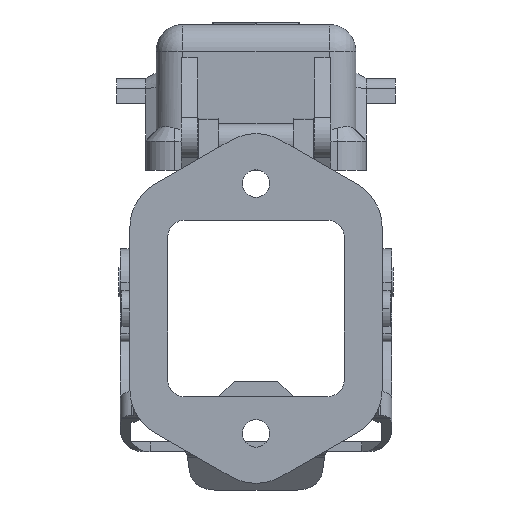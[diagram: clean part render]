
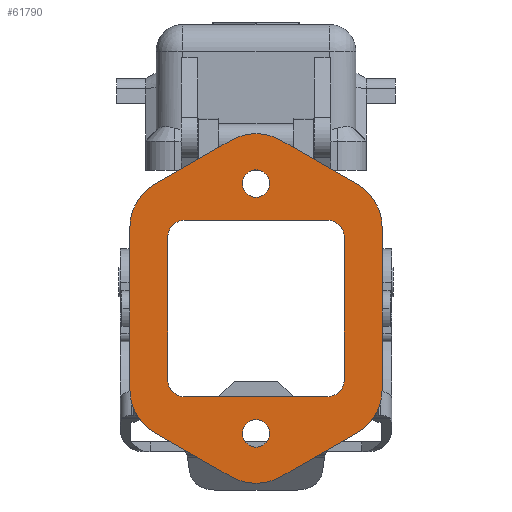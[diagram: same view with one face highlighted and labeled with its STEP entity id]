
A CAD part, front view. The second image highlights one B-rep face of the part: STEP entity #61790.
In plain terms, the highlighted face is planar.
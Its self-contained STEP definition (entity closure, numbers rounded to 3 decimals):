
#11950=CARTESIAN_POINT('',(65.873,31.938,-1.8));
#11960=VERTEX_POINT('',#11950);
#11990=CARTESIAN_POINT('',(59.873,31.938,-1.8));
#12000=DIRECTION('',(0.,0.,1.));
#12010=DIRECTION('',(1.,0.,0.));
#12020=AXIS2_PLACEMENT_3D('',#11990,#12000,#12010);
#12030=CIRCLE('',#12020,6.);
#12040=CARTESIAN_POINT('',(62.873,26.742,-1.8));
#12050=VERTEX_POINT('',#12040);
#12060=EDGE_CURVE('',#12050,#11960,#12030,.T.);
#12370=CARTESIAN_POINT('',(62.873,56.569,-1.8));
#12380=VERTEX_POINT('',#12370);
#12410=CARTESIAN_POINT('',(59.873,51.373,-1.8));
#12420=DIRECTION('',(0.,0.,1.));
#12430=DIRECTION('',(1.,0.,0.));
#12440=AXIS2_PLACEMENT_3D('',#12410,#12420,#12430);
#12450=CIRCLE('',#12440,6.);
#12460=CARTESIAN_POINT('',(65.873,51.373,-1.8));
#12470=VERTEX_POINT('',#12460);
#12480=EDGE_CURVE('',#12470,#12380,#12450,.T.);
#12640=CARTESIAN_POINT('',(41.573,31.938,-1.8));
#12650=DIRECTION('',(0.,0.,-1.));
#12660=DIRECTION('',(-1.,0.,0.));
#12670=AXIS2_PLACEMENT_3D('',#12640,#12650,#12660);
#12680=CIRCLE('',#12670,6.);
#12690=CARTESIAN_POINT('',(38.573,26.742,-1.8));
#12700=VERTEX_POINT('',#12690);
#12710=CARTESIAN_POINT('',(35.573,31.938,-1.8));
#12720=VERTEX_POINT('',#12710);
#12730=EDGE_CURVE('',#12700,#12720,#12680,.T.);
#13100=CARTESIAN_POINT('',(35.573,51.373,-1.8));
#13110=VERTEX_POINT('',#13100);
#13230=CARTESIAN_POINT('',(35.573,49.553,-1.8));
#13240=DIRECTION('',(0.,-1.,0.));
#13250=VECTOR('',#13240,1.);
#13260=LINE('',#13230,#13250);
#13270=EDGE_CURVE('',#13110,#12720,#13260,.T.);
#13540=CARTESIAN_POINT('',(49.073,56.655,-1.8));
#13550=VERTEX_POINT('',#13540);
#13580=CARTESIAN_POINT('',(50.723,56.655,-1.8));
#13590=DIRECTION('',(0.,0.,1.));
#13600=DIRECTION('',(0.,1.,0.));
#13610=AXIS2_PLACEMENT_3D('',#13580,#13590,#13600);
#13620=CIRCLE('',#13610,1.65);
#13630=CARTESIAN_POINT('',(52.373,56.655,-1.8));
#13640=VERTEX_POINT('',#13630);
#13650=EDGE_CURVE('',#13550,#13640,#13620,.T.);
#18580=CARTESIAN_POINT('',(40.131,50.248,-1.8));
#18590=VERTEX_POINT('',#18580);
#18620=CARTESIAN_POINT('',(40.131,2.841,-1.8));
#18630=DIRECTION('',(0.,-1.,0.));
#18640=VECTOR('',#18630,1.);
#18650=LINE('',#18620,#18640);
#18660=CARTESIAN_POINT('',(40.131,33.063,-1.8));
#18670=VERTEX_POINT('',#18660);
#18680=EDGE_CURVE('',#18590,#18670,#18650,.T.);
#19220=CARTESIAN_POINT('',(42.131,31.063,-1.8));
#19230=VERTEX_POINT('',#19220);
#19260=CARTESIAN_POINT('',(29.938,31.063,-1.8));
#19270=DIRECTION('',(1.,0.,0.));
#19280=VECTOR('',#19270,1.);
#19290=LINE('',#19260,#19280);
#19300=CARTESIAN_POINT('',(59.316,31.063,-1.8));
#19310=VERTEX_POINT('',#19300);
#19320=EDGE_CURVE('',#19230,#19310,#19290,.T.);
#19980=CARTESIAN_POINT('',(61.316,2.841,-1.8));
#19990=DIRECTION('',(0.,1.,0.));
#20000=VECTOR('',#19990,1.);
#20010=LINE('',#19980,#20000);
#20020=CARTESIAN_POINT('',(61.316,33.063,-1.8));
#20030=VERTEX_POINT('',#20020);
#20040=CARTESIAN_POINT('',(61.316,50.248,-1.8));
#20050=VERTEX_POINT('',#20040);
#20060=EDGE_CURVE('',#20030,#20050,#20010,.T.);
#21040=CARTESIAN_POINT('',(59.316,52.248,-1.8));
#21050=VERTEX_POINT('',#21040);
#21080=CARTESIAN_POINT('',(29.938,52.248,-1.8));
#21090=DIRECTION('',(-1.,0.,0.));
#21100=VECTOR('',#21090,1.);
#21110=LINE('',#21080,#21100);
#21120=CARTESIAN_POINT('',(42.131,52.248,-1.8));
#21130=VERTEX_POINT('',#21120);
#21140=EDGE_CURVE('',#21050,#21130,#21110,.T.);
#30530=CARTESIAN_POINT('',(42.131,33.063,-1.8));
#30540=DIRECTION('',(0.,0.,1.));
#30550=DIRECTION('',(0.707,0.707,0.));
#30560=AXIS2_PLACEMENT_3D('',#30530,#30540,#30550);
#30570=ELLIPSE('',#30560,2.,2.);
#30580=EDGE_CURVE('',#18670,#19230,#30570,.T.);
#30780=CARTESIAN_POINT('',(42.131,50.248,-1.8));
#30790=DIRECTION('',(0.,0.,1.));
#30800=DIRECTION('',(0.707,-0.707,0.));
#30810=AXIS2_PLACEMENT_3D('',#30780,#30790,#30800);
#30820=ELLIPSE('',#30810,2.,2.);
#30830=EDGE_CURVE('',#21130,#18590,#30820,.T.);
#31050=CARTESIAN_POINT('',(59.316,33.063,-1.8));
#31060=DIRECTION('',(0.,0.,1.));
#31070=DIRECTION('',(0.707,-0.707,0.));
#31080=AXIS2_PLACEMENT_3D('',#31050,#31060,#31070);
#31090=ELLIPSE('',#31080,2.,2.);
#31100=EDGE_CURVE('',#19310,#20030,#31090,.T.);
#31300=CARTESIAN_POINT('',(59.316,50.248,-1.8));
#31310=DIRECTION('',(0.,0.,1.));
#31320=DIRECTION('',(0.707,0.707,0.));
#31330=AXIS2_PLACEMENT_3D('',#31300,#31310,#31320);
#31340=ELLIPSE('',#31330,2.,2.);
#31350=EDGE_CURVE('',#20050,#21050,#31340,.T.);
#60690=CARTESIAN_POINT('',(29.938,2.841,-1.8));
#60700=DIRECTION('',(0.,0.,1.));
#60710=DIRECTION('',(1.,0.,0.));
#60720=AXIS2_PLACEMENT_3D('',#60690,#60700,#60710);
#60730=PLANE('',#60720);
#60740=ORIENTED_EDGE('',*,*,#30580,.T.);
#60750=ORIENTED_EDGE('',*,*,#18680,.T.);
#60760=ORIENTED_EDGE('',*,*,#30830,.T.);
#60770=ORIENTED_EDGE('',*,*,#21140,.T.);
#60780=ORIENTED_EDGE('',*,*,#31350,.T.);
#60790=ORIENTED_EDGE('',*,*,#20060,.T.);
#60800=ORIENTED_EDGE('',*,*,#31100,.T.);
#60810=ORIENTED_EDGE('',*,*,#19320,.T.);
#60820=EDGE_LOOP('',(#60810,#60800,#60790,#60780,#60770,#60760,#60750,
#60740));
#60830=FACE_BOUND('',#60820,.T.);
#60840=ORIENTED_EDGE('',*,*,#13650,.T.);
#60850=CARTESIAN_POINT('',(50.723,58.305,-1.8));
#60860=VERTEX_POINT('',#60850);
#60870=EDGE_CURVE('',#60860,#13550,#13620,.T.);
#60880=ORIENTED_EDGE('',*,*,#60870,.T.);
#60890=EDGE_CURVE('',#13640,#60860,#13620,.T.);
#60900=ORIENTED_EDGE('',*,*,#60890,.T.);
#60910=EDGE_LOOP('',(#60900,#60880,#60840));
#60920=FACE_BOUND('',#60910,.T.);
#60930=CARTESIAN_POINT('',(50.723,26.655,-1.8));
#60940=DIRECTION('',(0.,0.,1.));
#60950=DIRECTION('',(0.,1.,0.));
#60960=AXIS2_PLACEMENT_3D('',#60930,#60940,#60950);
#60970=CIRCLE('',#60960,1.65);
#60980=CARTESIAN_POINT('',(49.073,26.655,-1.8));
#60990=VERTEX_POINT('',#60980);
#61000=CARTESIAN_POINT('',(52.373,26.655,-1.8));
#61010=VERTEX_POINT('',#61000);
#61020=EDGE_CURVE('',#60990,#61010,#60970,.T.);
#61030=ORIENTED_EDGE('',*,*,#61020,.T.);
#61040=CARTESIAN_POINT('',(50.723,28.305,-1.8));
#61050=VERTEX_POINT('',#61040);
#61060=EDGE_CURVE('',#61050,#60990,#60970,.T.);
#61070=ORIENTED_EDGE('',*,*,#61060,.T.);
#61080=EDGE_CURVE('',#61010,#61050,#60970,.T.);
#61090=ORIENTED_EDGE('',*,*,#61080,.T.);
#61100=EDGE_LOOP('',(#61090,#61070,#61030));
#61110=FACE_BOUND('',#61100,.T.);
#61120=ORIENTED_EDGE('',*,*,#12730,.T.);
#61130=CARTESIAN_POINT('',(47.723,21.459,-1.8));
#61140=DIRECTION('',(-0.866,0.5,0.));
#61150=VECTOR('',#61140,1.);
#61160=LINE('',#61130,#61150);
#61170=CARTESIAN_POINT('',(47.723,21.459,-1.8));
#61180=VERTEX_POINT('',#61170);
#61190=EDGE_CURVE('',#61180,#12700,#61160,.T.);
#61200=ORIENTED_EDGE('',*,*,#61190,.T.);
#61210=CARTESIAN_POINT('',(50.723,26.655,-1.8));
#61220=DIRECTION('',(0.,0.,1.));
#61230=DIRECTION('',(-1.,0.,0.));
#61240=AXIS2_PLACEMENT_3D('',#61210,#61220,#61230);
#61250=CIRCLE('',#61240,6.);
#61260=CARTESIAN_POINT('',(53.723,21.459,-1.8));
#61270=VERTEX_POINT('',#61260);
#61280=EDGE_CURVE('',#61180,#61270,#61250,.T.);
#61290=ORIENTED_EDGE('',*,*,#61280,.F.);
#61300=CARTESIAN_POINT('',(53.723,21.459,-1.8));
#61310=DIRECTION('',(0.866,0.5,0.));
#61320=VECTOR('',#61310,1.);
#61330=LINE('',#61300,#61320);
#61340=EDGE_CURVE('',#61270,#12050,#61330,.T.);
#61350=ORIENTED_EDGE('',*,*,#61340,.F.);
#61360=ORIENTED_EDGE('',*,*,#12060,.F.);
#61370=CARTESIAN_POINT('',(65.873,33.758,-1.8));
#61380=DIRECTION('',(0.,1.,0.));
#61390=VECTOR('',#61380,1.);
#61400=LINE('',#61370,#61390);
#61410=EDGE_CURVE('',#11960,#12470,#61400,.T.);
#61420=ORIENTED_EDGE('',*,*,#61410,.F.);
#61430=ORIENTED_EDGE('',*,*,#12480,.F.);
#61440=CARTESIAN_POINT('',(53.723,61.852,-1.8));
#61450=DIRECTION('',(0.866,-0.5,0.));
#61460=VECTOR('',#61450,1.);
#61470=LINE('',#61440,#61460);
#61480=CARTESIAN_POINT('',(53.723,61.852,-1.8));
#61490=VERTEX_POINT('',#61480);
#61500=EDGE_CURVE('',#61490,#12380,#61470,.T.);
#61510=ORIENTED_EDGE('',*,*,#61500,.T.);
#61520=CARTESIAN_POINT('',(50.723,56.655,-1.8));
#61530=DIRECTION('',(0.,0.,1.));
#61540=DIRECTION('',(1.,0.,0.));
#61550=AXIS2_PLACEMENT_3D('',#61520,#61530,#61540);
#61560=CIRCLE('',#61550,6.);
#61570=CARTESIAN_POINT('',(47.723,61.852,-1.8));
#61580=VERTEX_POINT('',#61570);
#61590=EDGE_CURVE('',#61490,#61580,#61560,.T.);
#61600=ORIENTED_EDGE('',*,*,#61590,.F.);
#61610=CARTESIAN_POINT('',(47.723,61.852,-1.8));
#61620=DIRECTION('',(-0.866,-0.5,0.));
#61630=VECTOR('',#61620,1.);
#61640=LINE('',#61610,#61630);
#61650=CARTESIAN_POINT('',(38.573,56.569,-1.8));
#61660=VERTEX_POINT('',#61650);
#61670=EDGE_CURVE('',#61580,#61660,#61640,.T.);
#61680=ORIENTED_EDGE('',*,*,#61670,.F.);
#61690=CARTESIAN_POINT('',(41.573,51.373,-1.8));
#61700=DIRECTION('',(0.,0.,1.));
#61710=DIRECTION('',(1.,0.,0.));
#61720=AXIS2_PLACEMENT_3D('',#61690,#61700,#61710);
#61730=CIRCLE('',#61720,6.);
#61740=EDGE_CURVE('',#61660,#13110,#61730,.T.);
#61750=ORIENTED_EDGE('',*,*,#61740,.F.);
#61760=ORIENTED_EDGE('',*,*,#13270,.F.);
#61770=EDGE_LOOP('',(#61760,#61750,#61680,#61600,#61510,#61430,#61420,
#61360,#61350,#61290,#61200,#61120));
#61780=FACE_OUTER_BOUND('',#61770,.T.);
#61790=ADVANCED_FACE('',(#60830,#60920,#61110,#61780),#60730,.F.);
